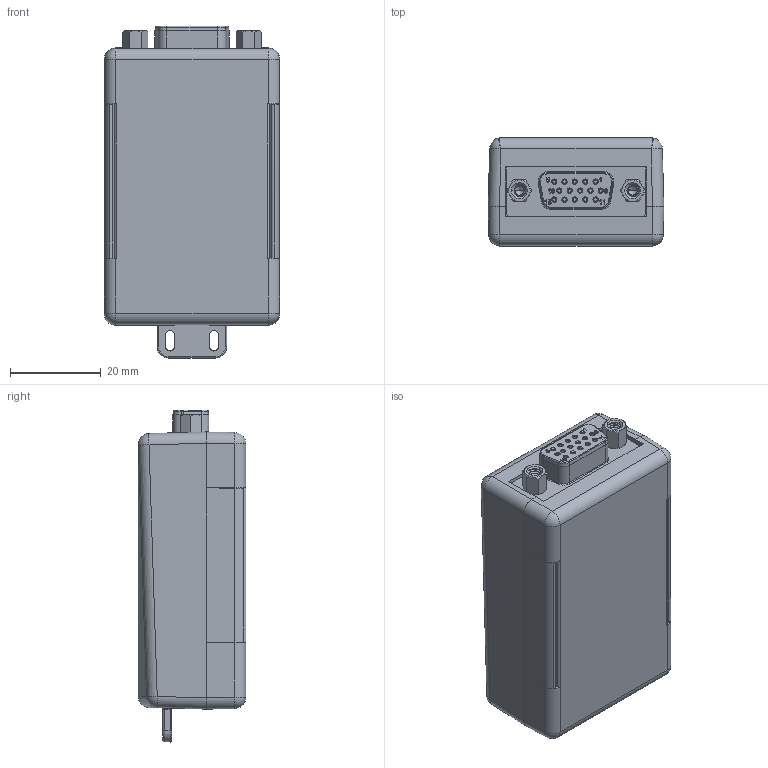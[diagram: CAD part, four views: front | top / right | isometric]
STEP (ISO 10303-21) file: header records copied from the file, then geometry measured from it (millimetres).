
FILE_DESCRIPTION (( 'STEP AP214' ), '1' );
FILE_NAME ('DGBH15FT-CVR.STEP', '2015-08-31T17:47:38', ( 'L-Com' ), ( 'L-Com Global Connectivity' ), 'SwSTEP 2.0', 'SolidWorks 2014', '' );
FILE_SCHEMA (( 'AUTOMOTIVE_DESIGN' ));
Length unit declared in the file: millimetre
Products named in the file (12): 1AG01-218; 1AG01-217; DGBH15FT; DGB FIELD TERM HEX SCREW; 3AB16-001; 3AA01-017_3AA01-008-125; 3AA02-010; DGBH15FT-MA3___; DGBH15FT-MA2; DGBH15FT-MA1; DGBH15FT-CVR
Assembly tree (21 placements, depth 4):
  DGBH15FT-CVR
    DGBH15FT
      DGBH15FT-MA1
      DGBH15FT-MA2
      DGBH15FT-MA3___
      3AA02-010  x2
      3AB16-001  x2
        3AB16-001
        3AA01-017_3AA01-008-125
      DGB FIELD TERM HEX SCREW  x2
    1AG01-217
    1AG01-218
Bounding box: 38.8 x 23.8 x 73.31 mm (x, y, z)
Volume: 22312.8 mm3; surface area: 30295.3 mm2
Topology: 27 solids, 27 shells, 2048 faces, 5051 edges, 3201 vertices
Faces by surface type: plane 1213, cylinder 427, bspline 194, cone 123, sphere 48, torus 43
Entity records: 56487 total; most frequent: CARTESIAN_POINT 19846, ORIENTED_EDGE 6824, DIRECTION 5845, EDGE_CURVE 3412, VECTOR 2251, LINE 2251, VERTEX_POINT 2198, AXIS2_PLACEMENT_3D 1797
